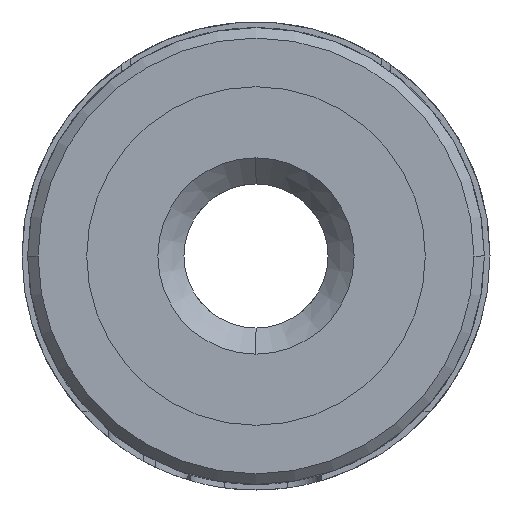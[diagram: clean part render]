
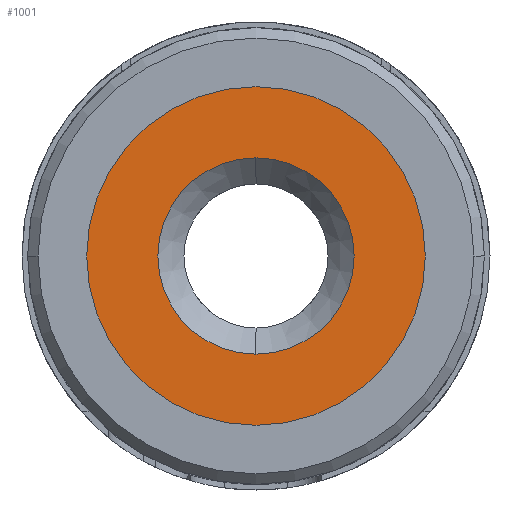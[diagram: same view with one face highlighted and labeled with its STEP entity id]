
A CAD part, front view. The second image highlights one B-rep face of the part: STEP entity #1001.
In plain terms, the highlighted planar face has unit normal (0, -1, 0).
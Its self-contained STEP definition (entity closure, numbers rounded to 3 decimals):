
#928=CARTESIAN_POINT('Vertex',(9.75,0.3,0.)) ;
#942=CARTESIAN_POINT('Vertex',(-9.75,0.3,0.)) ;
#945=CARTESIAN_POINT('Axis2P3D Location',(0.,0.3,0.)) ;
#962=CARTESIAN_POINT('Axis2P3D Location',(0.,0.3,0.)) ;
#974=CARTESIAN_POINT('Axis2P3D Location',(0.,0.3,0.)) ;
#983=CARTESIAN_POINT('Axis2P3D Location',(0.,0.3,0.)) ;
#987=CARTESIAN_POINT('Vertex',(0.,0.3,-5.65)) ;
#989=CARTESIAN_POINT('Vertex',(0.,0.3,5.65)) ;
#992=CARTESIAN_POINT('Axis2P3D Location',(0.,0.3,0.)) ;
#946=DIRECTION('Axis2P3D Direction',(0.,-1.,0.)) ;
#963=DIRECTION('Axis2P3D Direction',(0.,-1.,0.)) ;
#975=DIRECTION('Axis2P3D Direction',(0.,-1.,0.)) ;
#976=DIRECTION('Axis2P3D XDirection',(1.,0.,0.)) ;
#984=DIRECTION('Axis2P3D Direction',(0.,-1.,0.)) ;
#993=DIRECTION('Axis2P3D Direction',(0.,-1.,0.)) ;
#947=AXIS2_PLACEMENT_3D('Circle Axis2P3D',#945,#946,$) ;
#964=AXIS2_PLACEMENT_3D('Circle Axis2P3D',#962,#963,$) ;
#977=AXIS2_PLACEMENT_3D('Plane Axis2P3D',#974,#975,#976) ;
#985=AXIS2_PLACEMENT_3D('Circle Axis2P3D',#983,#984,$) ;
#994=AXIS2_PLACEMENT_3D('Circle Axis2P3D',#992,#993,$) ;
#980=ORIENTED_EDGE('',*,*,#949,.T.) ;
#981=ORIENTED_EDGE('',*,*,#966,.T.) ;
#998=ORIENTED_EDGE('',*,*,#991,.F.) ;
#999=ORIENTED_EDGE('',*,*,#996,.F.) ;
#1000=FACE_BOUND('',#997,.T.) ;
#1001=ADVANCED_FACE('PartBody',(#982,#1000),#978,.T.) ;
#948=CIRCLE('generated circle',#947,9.75) ;
#965=CIRCLE('generated circle',#964,9.75) ;
#986=CIRCLE('generated circle',#985,5.65) ;
#995=CIRCLE('generated circle',#994,5.65) ;
#949=EDGE_CURVE('',#929,#943,#948,.T.) ;
#966=EDGE_CURVE('',#943,#929,#965,.T.) ;
#991=EDGE_CURVE('',#988,#990,#986,.T.) ;
#996=EDGE_CURVE('',#990,#988,#995,.T.) ;
#979=EDGE_LOOP('',(#980,#981)) ;
#997=EDGE_LOOP('',(#998,#999)) ;
#982=FACE_OUTER_BOUND('',#979,.T.) ;
#978=PLANE('',#977) ;
#929=VERTEX_POINT('',#928) ;
#943=VERTEX_POINT('',#942) ;
#988=VERTEX_POINT('',#987) ;
#990=VERTEX_POINT('',#989) ;
